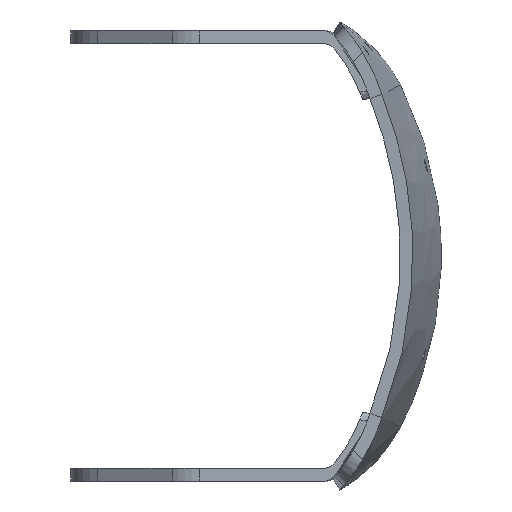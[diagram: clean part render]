
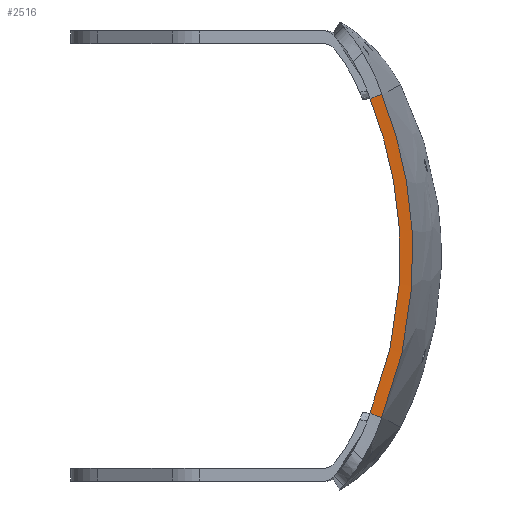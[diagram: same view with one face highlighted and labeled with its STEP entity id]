
A CAD part, front view. The second image highlights one B-rep face of the part: STEP entity #2516.
In plain terms, the highlighted free-form (B-spline) face has degree [3, 3] with [6, 4] control points.
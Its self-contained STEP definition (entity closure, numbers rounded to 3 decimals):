
#634=FACE_OUTER_BOUND('',#773,.T.);
#773=EDGE_LOOP('',(#1785,#1786,#1787,#1788,#1789,#1790,#1791,#1792));
#969=B_SPLINE_CURVE_WITH_KNOTS('',3,(#4268,#4269,#4270,#4271),
 .UNSPECIFIED.,.F.,.F.,(4,4),(-0.104,-0.1),
 .UNSPECIFIED.);
#976=B_SPLINE_CURVE_WITH_KNOTS('',3,(#4470,#4471,#4472,#4473),
 .UNSPECIFIED.,.F.,.F.,(4,4),(-0.384,-0.326),
 .UNSPECIFIED.);
#981=B_SPLINE_CURVE_WITH_KNOTS('',3,(#4552,#4553,#4554,#4555),
 .UNSPECIFIED.,.F.,.F.,(4,4),(-0.058,0.),
 .UNSPECIFIED.);
#984=B_SPLINE_CURVE_WITH_KNOTS('',3,(#4587,#4588,#4589,#4590),
 .UNSPECIFIED.,.F.,.F.,(4,4),(-0.005,0.),.UNSPECIFIED.);
#989=B_SPLINE_CURVE_WITH_KNOTS('',3,(#4793,#4794,#4795,#4796,#4797,#4798),
 .UNSPECIFIED.,.F.,.F.,(4,2,4),(-10.288,-5.194,-0.102),
 .UNSPECIFIED.);
#994=B_SPLINE_CURVE_WITH_KNOTS('',3,(#5046,#5047,#5048,#5049),
 .UNSPECIFIED.,.F.,.F.,(4,4),(-0.34,0.),.UNSPECIFIED.);
#995=B_SPLINE_CURVE_WITH_KNOTS('',3,(#5051,#5052,#5053,#5054,#5055,#5056),
 .UNSPECIFIED.,.F.,.F.,(4,2,4),(-10.596,-5.35,-0.105),
 .UNSPECIFIED.);
#996=B_SPLINE_CURVE_WITH_KNOTS('',3,(#5057,#5058,#5059,#5060),
 .UNSPECIFIED.,.F.,.F.,(4,4),(-0.34,0.),.UNSPECIFIED.);
#1079=VERTEX_POINT('',#4260);
#1080=VERTEX_POINT('',#4267);
#1087=VERTEX_POINT('',#4465);
#1090=VERTEX_POINT('',#4534);
#1091=VERTEX_POINT('',#4551);
#1093=VERTEX_POINT('',#4585);
#1102=VERTEX_POINT('',#5045);
#1103=VERTEX_POINT('',#5050);
#1347=EDGE_CURVE('',#1080,#1079,#969,.T.);
#1356=EDGE_CURVE('',#1079,#1087,#976,.T.);
#1361=EDGE_CURVE('',#1091,#1090,#981,.T.);
#1365=EDGE_CURVE('',#1090,#1093,#984,.T.);
#1371=EDGE_CURVE('',#1093,#1080,#989,.F.);
#1377=EDGE_CURVE('',#1087,#1102,#994,.T.);
#1378=EDGE_CURVE('',#1103,#1102,#995,.F.);
#1379=EDGE_CURVE('',#1091,#1103,#996,.T.);
#1785=ORIENTED_EDGE('',*,*,#1377,.T.);
#1786=ORIENTED_EDGE('',*,*,#1378,.F.);
#1787=ORIENTED_EDGE('',*,*,#1379,.F.);
#1788=ORIENTED_EDGE('',*,*,#1361,.T.);
#1789=ORIENTED_EDGE('',*,*,#1365,.T.);
#1790=ORIENTED_EDGE('',*,*,#1371,.T.);
#1791=ORIENTED_EDGE('',*,*,#1347,.T.);
#1792=ORIENTED_EDGE('',*,*,#1356,.T.);
#2482=B_SPLINE_SURFACE_WITH_KNOTS('',3,3,((#5021,#5022,#5023,#5024),(#5025,
#5026,#5027,#5028),(#5029,#5030,#5031,#5032),(#5033,#5034,#5035,#5036),
(#5037,#5038,#5039,#5040),(#5041,#5042,#5043,#5044)),.UNSPECIFIED.,.F.,
 .F.,.F.,(4,1,1,4),(4,4),(0.,0.336,0.561,
0.785),(0.,0.4),.UNSPECIFIED.);
#2516=ADVANCED_FACE('',(#634),#2482,.T.);
#4260=CARTESIAN_POINT('',(48.066,-37.835,-115.588));
#4267=CARTESIAN_POINT('',(48.079,-37.835,-115.544));
#4268=CARTESIAN_POINT('Ctrl Pts',(48.079,-37.835,-115.544));
#4269=CARTESIAN_POINT('Ctrl Pts',(48.075,-37.835,-115.559));
#4270=CARTESIAN_POINT('Ctrl Pts',(48.07,-37.835,-115.573));
#4271=CARTESIAN_POINT('Ctrl Pts',(48.066,-37.835,-115.588));
#4465=CARTESIAN_POINT('',(48.631,-37.879,-115.766));
#4470=CARTESIAN_POINT('Ctrl Pts',(48.066,-37.835,-115.588));
#4471=CARTESIAN_POINT('Ctrl Pts',(48.25,-37.85,-115.647));
#4472=CARTESIAN_POINT('Ctrl Pts',(48.439,-37.864,-115.706));
#4473=CARTESIAN_POINT('Ctrl Pts',(48.631,-37.879,-115.766));
#4534=CARTESIAN_POINT('',(48.066,-37.835,-16.412));
#4551=CARTESIAN_POINT('',(48.631,-37.879,-16.234));
#4552=CARTESIAN_POINT('Ctrl Pts',(48.631,-37.879,-16.234));
#4553=CARTESIAN_POINT('Ctrl Pts',(48.439,-37.864,-16.294));
#4554=CARTESIAN_POINT('Ctrl Pts',(48.25,-37.85,-16.353));
#4555=CARTESIAN_POINT('Ctrl Pts',(48.066,-37.835,-16.412));
#4585=CARTESIAN_POINT('',(48.079,-37.835,-16.456));
#4587=CARTESIAN_POINT('Ctrl Pts',(48.066,-37.835,-16.412));
#4588=CARTESIAN_POINT('Ctrl Pts',(48.07,-37.835,-16.427));
#4589=CARTESIAN_POINT('Ctrl Pts',(48.075,-37.835,-16.441));
#4590=CARTESIAN_POINT('Ctrl Pts',(48.079,-37.835,-16.456));
#4793=CARTESIAN_POINT('Ctrl Pts',(48.079,-37.835,-115.544));
#4794=CARTESIAN_POINT('Ctrl Pts',(54.406,-37.822,-99.793));
#4795=CARTESIAN_POINT('Ctrl Pts',(57.66,-37.812,-82.973));
#4796=CARTESIAN_POINT('Ctrl Pts',(57.658,-37.812,-49.017));
#4797=CARTESIAN_POINT('Ctrl Pts',(54.404,-37.822,-32.202));
#4798=CARTESIAN_POINT('Ctrl Pts',(48.079,-37.835,-16.456));
#5021=CARTESIAN_POINT('Ctrl Pts',(48.062,-37.835,-16.414));
#5022=CARTESIAN_POINT('Ctrl Pts',(49.286,-37.934,-15.892));
#5023=CARTESIAN_POINT('Ctrl Pts',(50.51,-38.032,-15.371));
#5024=CARTESIAN_POINT('Ctrl Pts',(51.733,-38.131,-14.85));
#5025=CARTESIAN_POINT('Ctrl Pts',(53.486,-37.824,-29.903));
#5026=CARTESIAN_POINT('Ctrl Pts',(54.768,-37.943,-29.523));
#5027=CARTESIAN_POINT('Ctrl Pts',(56.05,-38.061,-29.143));
#5028=CARTESIAN_POINT('Ctrl Pts',(57.333,-38.18,-28.763));
#5029=CARTESIAN_POINT('Ctrl Pts',(58.789,-37.809,-53.835));
#5030=CARTESIAN_POINT('Ctrl Pts',(60.128,-37.947,-53.707));
#5031=CARTESIAN_POINT('Ctrl Pts',(61.467,-38.085,-53.579));
#5032=CARTESIAN_POINT('Ctrl Pts',(62.806,-38.223,-53.451));
#5033=CARTESIAN_POINT('Ctrl Pts',(56.924,-37.814,-87.837));
#5034=CARTESIAN_POINT('Ctrl Pts',(58.243,-37.946,-88.067));
#5035=CARTESIAN_POINT('Ctrl Pts',(59.562,-38.077,-88.297));
#5036=CARTESIAN_POINT('Ctrl Pts',(60.881,-38.208,-88.526));
#5037=CARTESIAN_POINT('Ctrl Pts',(51.678,-37.828,-106.593));
#5038=CARTESIAN_POINT('Ctrl Pts',(52.941,-37.94,-107.021));
#5039=CARTESIAN_POINT('Ctrl Pts',(54.203,-38.052,-107.448));
#5040=CARTESIAN_POINT('Ctrl Pts',(55.466,-38.164,-107.874));
#5041=CARTESIAN_POINT('Ctrl Pts',(48.062,-37.835,-115.586));
#5042=CARTESIAN_POINT('Ctrl Pts',(49.286,-37.934,-116.108));
#5043=CARTESIAN_POINT('Ctrl Pts',(50.51,-38.032,-116.629));
#5044=CARTESIAN_POINT('Ctrl Pts',(51.733,-38.131,-117.15));
#5045=CARTESIAN_POINT('',(51.781,-38.131,-117.031));
#5046=CARTESIAN_POINT('Ctrl Pts',(48.631,-37.879,-115.766));
#5047=CARTESIAN_POINT('Ctrl Pts',(49.681,-37.963,-116.188));
#5048=CARTESIAN_POINT('Ctrl Pts',(50.732,-38.047,-116.609));
#5049=CARTESIAN_POINT('Ctrl Pts',(51.781,-38.131,-117.031));
#5050=CARTESIAN_POINT('',(51.781,-38.131,-14.969));
#5051=CARTESIAN_POINT('Ctrl Pts',(51.781,-38.131,-117.031));
#5052=CARTESIAN_POINT('Ctrl Pts',(58.291,-38.188,-100.808));
#5053=CARTESIAN_POINT('Ctrl Pts',(61.639,-38.214,-83.485));
#5054=CARTESIAN_POINT('Ctrl Pts',(61.639,-38.214,-48.513));
#5055=CARTESIAN_POINT('Ctrl Pts',(58.291,-38.188,-31.19));
#5056=CARTESIAN_POINT('Ctrl Pts',(51.781,-38.131,-14.969));
#5057=CARTESIAN_POINT('Ctrl Pts',(48.631,-37.879,-16.234));
#5058=CARTESIAN_POINT('Ctrl Pts',(49.681,-37.963,-15.812));
#5059=CARTESIAN_POINT('Ctrl Pts',(50.732,-38.047,-15.391));
#5060=CARTESIAN_POINT('Ctrl Pts',(51.781,-38.131,-14.969));
